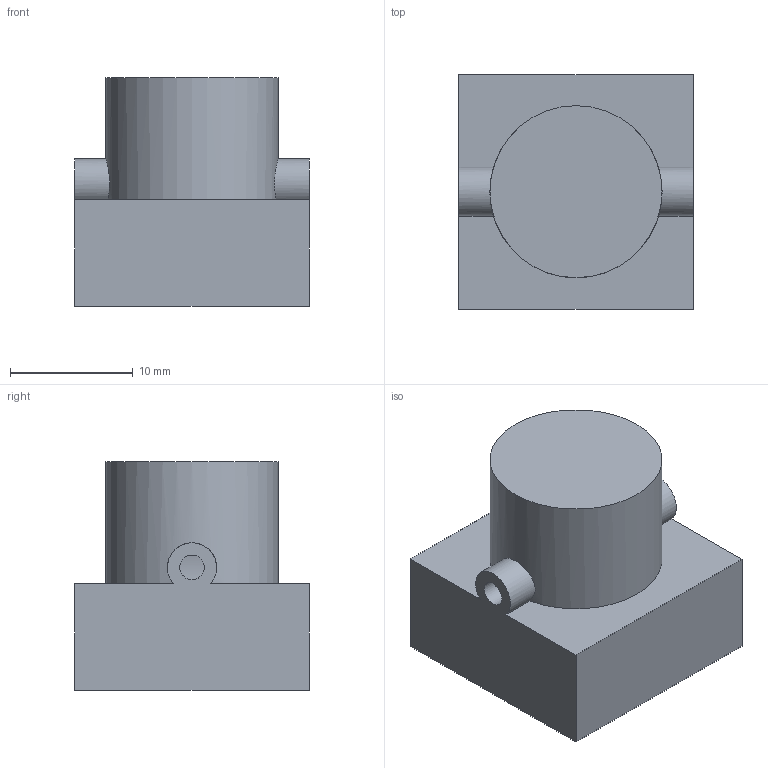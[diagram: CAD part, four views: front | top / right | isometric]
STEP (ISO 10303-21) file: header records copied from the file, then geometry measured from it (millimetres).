
FILE_DESCRIPTION(/* description */ (''),/* implementation_level */ '2;1');
FILE_NAME(/* name */ 'HDzero micro dummy.stp',/* time_stamp */ '2023-01-22T16:39:26-07:00',/* author */ ('Steven'),/* organization */ (''),/* preprocessor_version */ 'ST-DEVELOPER v19',/* originating_system */ 'Autodesk Inventor 2023',/* authorisation */ '');
FILE_SCHEMA (('AUTOMOTIVE_DESIGN { 1 0 10303 214 3 1 1 }'));
Length unit declared in the file: millimetre
Products named in the file (1): HDzero micro dummy
Bounding box: 19.1 x 19.1 x 18.6 mm (x, y, z)
Volume: 4734.1 mm3; surface area: 1895.6 mm2
Topology: 1 solids, 1 shells, 15 faces, 42 edges, 38 vertices
Faces by surface type: plane 8, cylinder 7
Full cylindrical faces by diameter (mm): 2 x2, 14 x1
Entity records: 628 total; most frequent: CARTESIAN_POINT 210, ORIENTED_EDGE 70, DIRECTION 67, EDGE_CURVE 35, VERTEX_POINT 24, AXIS2_PLACEMENT_3D 23, LINE 21, VECTOR 21
